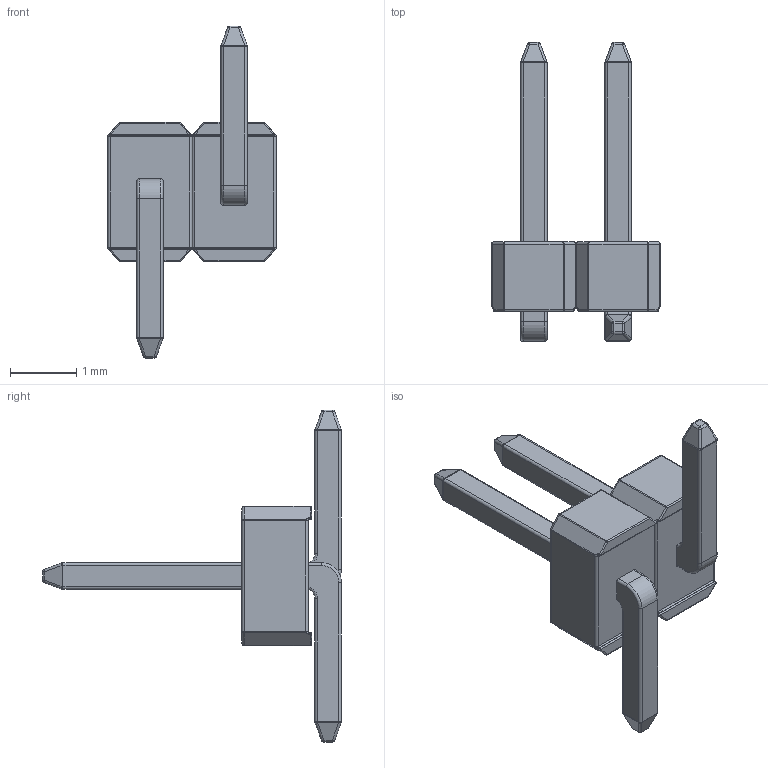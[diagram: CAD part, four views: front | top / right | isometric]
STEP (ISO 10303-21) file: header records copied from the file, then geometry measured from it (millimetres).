
FILE_DESCRIPTION (( 'STEP AP214' ), '1' );
FILE_NAME ('M50-3630242.STEP', '2018-01-16T21:57:51', ( '' ), ( '' ), 'SwSTEP 2.0', 'SolidWorks 2014', '' );
FILE_SCHEMA (( 'AUTOMOTIVE_DESIGN' ));
Length unit declared in the file: millimetre
Products named in the file (2): M50-363-Pin; M50-3630242
Assembly tree (2 placements, depth 2):
  M50-3630242
    M50-363-Pin  x2
Bounding box: 2.54 x 4.5 x 5 mm (x, y, z)
Volume: 7 mm3; surface area: 39.6 mm2
Topology: 2 solids, 2 shells, 302 faces, 682 edges, 340 vertices
Faces by surface type: cylinder 136, plane 66, sphere 48, bspline 32, torus 20
Entity records: 5566 total; most frequent: CARTESIAN_POINT 1215, DIRECTION 675, ORIENTED_EDGE 634, EDGE_CURVE 317, AXIS2_PLACEMENT_3D 266, VERTEX_POINT 170, EDGE_LOOP 153, ADVANCED_FACE 151
